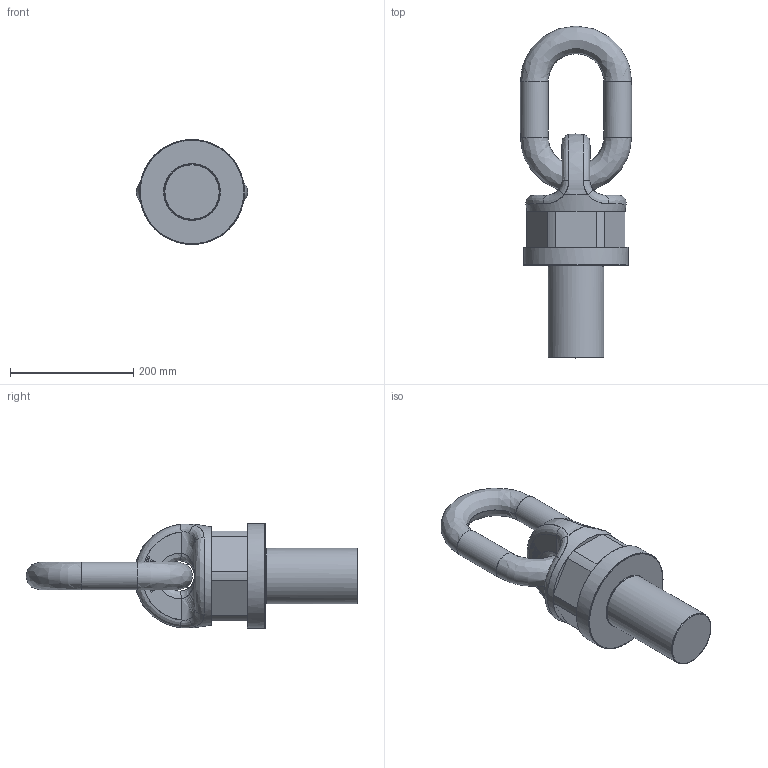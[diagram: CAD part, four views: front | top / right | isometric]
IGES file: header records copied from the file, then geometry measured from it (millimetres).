
Global section: file name: PLDW_M100_55_t.igs; native system: NX V11.0; preprocessor: SIEMENS PLM Software NX 11.0; date: 20180418.133406; units: millimetre
Bounding box: 180 x 538 x 170 mm (x, y, z)
Surface area: 300114.7 mm2 (no closed solid volume)
Topology: 0 solids, 0 shells, 243 faces, 1675 edges, 1659 vertices
Faces by surface type: bspline 243
